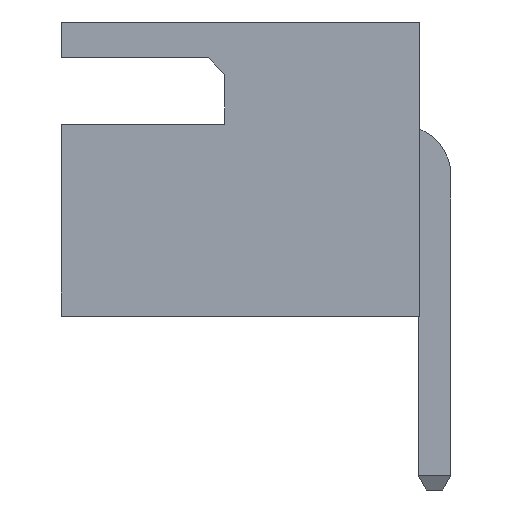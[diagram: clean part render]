
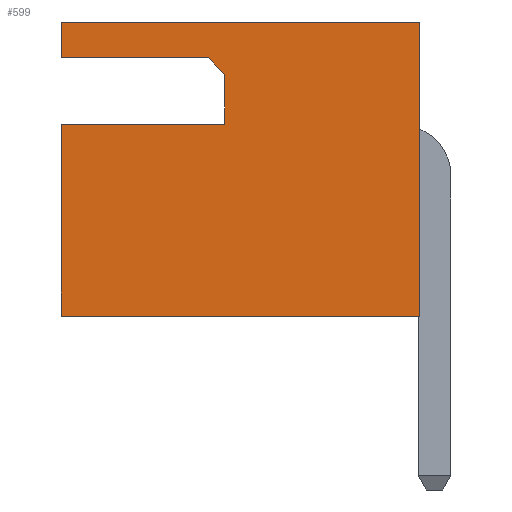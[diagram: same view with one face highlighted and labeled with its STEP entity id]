
A CAD part, left-side view. The second image highlights one B-rep face of the part: STEP entity #599.
In plain terms, the highlighted planar face has unit normal (-1, 0, 0).
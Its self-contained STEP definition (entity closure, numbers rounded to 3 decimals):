
#599=ADVANCED_FACE('',(#1352),#1354,.T.);
#1352=FACE_BOUND('',#1353,.T.);
#1353=EDGE_LOOP('',(#1972,#1973,#1974,#1975,#1976,#1977,#1978,#1979,#1980));
#1354=PLANE('',#1355);
#1355=AXIS2_PLACEMENT_3D('',#1356,#1357,#1358);
#1356=CARTESIAN_POINT('',(-15.05,0.3,0.));
#1357=DIRECTION('',(-1.,0.,0.));
#1358=DIRECTION('',(0.,0.,1.));
#1972=ORIENTED_EDGE('',*,*,#2382,.T.);
#1973=ORIENTED_EDGE('',*,*,#2383,.T.);
#1974=ORIENTED_EDGE('',*,*,#2384,.F.);
#1975=ORIENTED_EDGE('',*,*,#2330,.F.);
#1976=ORIENTED_EDGE('',*,*,#2345,.T.);
#1977=ORIENTED_EDGE('',*,*,#2377,.T.);
#1978=ORIENTED_EDGE('',*,*,#2385,.F.);
#1979=ORIENTED_EDGE('',*,*,#2386,.T.);
#1980=ORIENTED_EDGE('',*,*,#2387,.T.);
#2330=EDGE_CURVE('',#2640,#2642,#2643,.T.);
#2345=EDGE_CURVE('',#2640,#2664,#2666,.T.);
#2377=EDGE_CURVE('',#2664,#2716,#2718,.T.);
#2382=EDGE_CURVE('',#2723,#2724,#2725,.F.);
#2383=EDGE_CURVE('',#2724,#2726,#2727,.F.);
#2384=EDGE_CURVE('',#2642,#2726,#2728,.T.);
#2385=EDGE_CURVE('',#2729,#2716,#2730,.T.);
#2386=EDGE_CURVE('',#2729,#2731,#2732,.F.);
#2387=EDGE_CURVE('',#2731,#2723,#2733,.F.);
#2640=VERTEX_POINT('',#3193);
#2642=VERTEX_POINT('',#3197);
#2643=LINE('',#3198,#3199);
#2664=VERTEX_POINT('',#3247);
#2666=LINE('',#3251,#3252);
#2716=VERTEX_POINT('',#3363);
#2718=LINE('',#3367,#3368);
#2723=VERTEX_POINT('',#3382);
#2724=VERTEX_POINT('',#3383);
#2725=LINE('',#3384,#3385);
#2726=VERTEX_POINT('',#3387);
#2727=LINE('',#3388,#3389);
#2728=LINE('',#3391,#3392);
#2729=VERTEX_POINT('',#3394);
#2730=LINE('',#3395,#3396);
#2731=VERTEX_POINT('',#3398);
#2732=LINE('',#3399,#3400);
#2733=LINE('',#3402,#3403);
#3193=CARTESIAN_POINT('',(-15.05,0.3,0.));
#3197=CARTESIAN_POINT('',(-15.05,7.3,0.));
#3198=CARTESIAN_POINT('',(-15.05,0.3,0.));
#3199=VECTOR('',#3200,1.);
#3200=DIRECTION('',(0.,1.,0.));
#3247=CARTESIAN_POINT('',(-15.05,0.3,5.75));
#3251=CARTESIAN_POINT('',(-15.05,0.3,0.));
#3252=VECTOR('',#3253,1.);
#3253=DIRECTION('',(0.,0.,1.));
#3363=CARTESIAN_POINT('',(-15.05,7.3,5.75));
#3367=CARTESIAN_POINT('',(-15.05,0.3,5.75));
#3368=VECTOR('',#3369,1.);
#3369=DIRECTION('',(0.,1.,0.));
#3382=CARTESIAN_POINT('',(-15.05,4.1,4.725));
#3383=CARTESIAN_POINT('',(-15.05,4.1,3.75));
#3384=CARTESIAN_POINT('',(-15.05,4.1,3.75));
#3385=VECTOR('',#3386,1.);
#3386=DIRECTION('',(0.,0.,1.));
#3387=CARTESIAN_POINT('',(-15.05,7.3,3.75));
#3388=CARTESIAN_POINT('',(-15.05,7.3,3.75));
#3389=VECTOR('',#3390,1.);
#3390=DIRECTION('',(0.,-1.,0.));
#3391=CARTESIAN_POINT('',(-15.05,7.3,0.));
#3392=VECTOR('',#3393,1.);
#3393=DIRECTION('',(0.,0.,1.));
#3394=CARTESIAN_POINT('',(-15.05,7.3,5.05));
#3395=CARTESIAN_POINT('',(-15.05,7.3,5.05));
#3396=VECTOR('',#3397,1.);
#3397=DIRECTION('',(0.,0.,1.));
#3398=CARTESIAN_POINT('',(-15.05,4.425,5.05));
#3399=CARTESIAN_POINT('',(-15.05,4.425,5.05));
#3400=VECTOR('',#3401,1.);
#3401=DIRECTION('',(0.,1.,0.));
#3402=CARTESIAN_POINT('',(-15.05,4.1,4.725));
#3403=VECTOR('',#3404,1.);
#3404=DIRECTION('',(0.,0.707,0.707));
